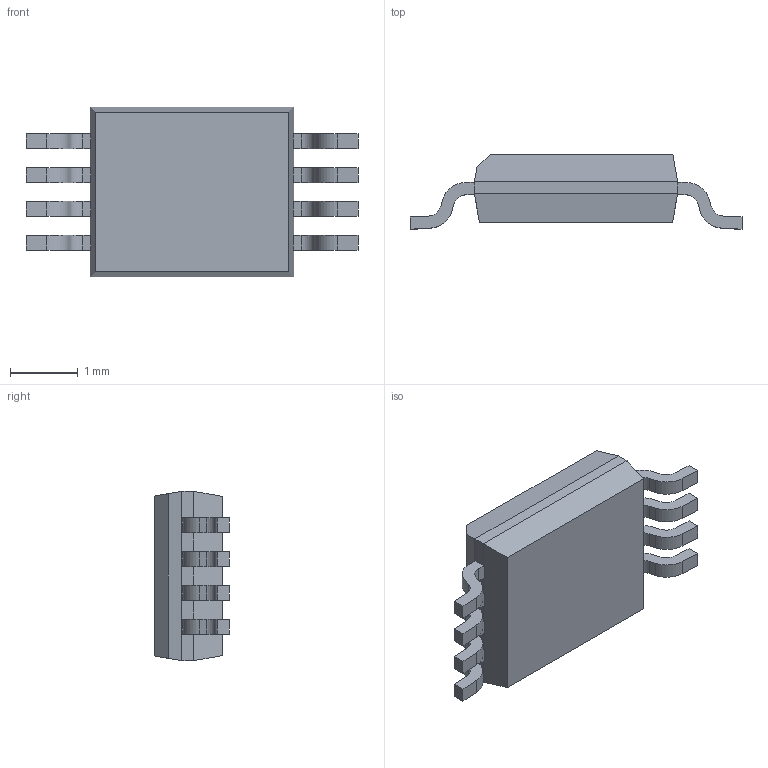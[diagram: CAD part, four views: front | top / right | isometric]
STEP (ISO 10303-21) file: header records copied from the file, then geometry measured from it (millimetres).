
FILE_DESCRIPTION (( 'STEP AP214' ), '1' );
FILE_NAME ('MSOP8-3-0.5.STEP', '2019-08-21T04:20:42', ( '' ), ( '' ), 'SwSTEP 2.0', 'SolidWorks 2017', '' );
FILE_SCHEMA (( 'AUTOMOTIVE_DESIGN' ));
Length unit declared in the file: millimetre
Products named in the file (1): MSOP8-3-0.5
Bounding box: 4.9 x 1.1 x 2.5 mm (x, y, z)
Volume: 7.5 mm3; surface area: 32 mm2
Topology: 1 solids, 1 shells, 122 faces, 349 edges, 230 vertices
Faces by surface type: plane 88, cylinder 32, cone 2
Entity records: 5135 total; most frequent: CARTESIAN_POINT 702, ORIENTED_EDGE 698, DIRECTION 663, EDGE_CURVE 349, VECTOR 281, LINE 281, VERTEX_POINT 230, AXIS2_PLACEMENT_3D 191
